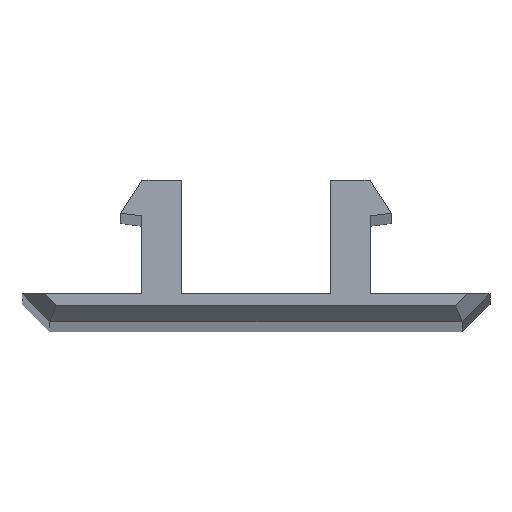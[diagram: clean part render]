
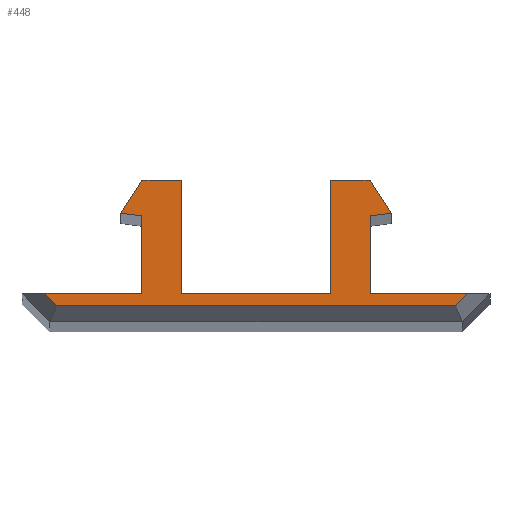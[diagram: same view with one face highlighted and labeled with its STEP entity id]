
A CAD part, top view. The second image highlights one B-rep face of the part: STEP entity #448.
In plain terms, the highlighted planar face has unit normal (0, 0, 1).
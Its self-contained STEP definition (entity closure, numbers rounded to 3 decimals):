
#26=FACE_OUTER_BOUND('',#50,.T.);
#50=EDGE_LOOP('',(#347,#348,#349,#350,#351,#352,#353,#354,#355,#356,#357,
#358,#359,#360,#361,#362));
#65=LINE('',#619,#127);
#68=LINE('',#625,#130);
#70=LINE('',#629,#132);
#80=LINE('',#649,#142);
#102=LINE('',#693,#164);
#103=LINE('',#695,#165);
#104=LINE('',#697,#166);
#105=LINE('',#699,#167);
#106=LINE('',#701,#168);
#107=LINE('',#703,#169);
#108=LINE('',#705,#170);
#109=LINE('',#707,#171);
#110=LINE('',#709,#172);
#111=LINE('',#711,#173);
#112=LINE('',#713,#174);
#113=LINE('',#714,#175);
#127=VECTOR('',#505,10.);
#130=VECTOR('',#510,10.);
#132=VECTOR('',#514,10.);
#142=VECTOR('',#532,10.);
#164=VECTOR('',#564,10.);
#165=VECTOR('',#565,10.);
#166=VECTOR('',#566,10.);
#167=VECTOR('',#567,10.);
#168=VECTOR('',#568,10.);
#169=VECTOR('',#569,10.);
#170=VECTOR('',#570,10.);
#171=VECTOR('',#571,10.);
#172=VECTOR('',#572,10.);
#173=VECTOR('',#573,10.);
#174=VECTOR('',#574,10.);
#175=VECTOR('',#575,10.);
#189=VERTEX_POINT('',#616);
#190=VERTEX_POINT('',#618);
#192=VERTEX_POINT('',#624);
#193=VERTEX_POINT('',#628);
#199=VERTEX_POINT('',#648);
#216=VERTEX_POINT('',#692);
#217=VERTEX_POINT('',#694);
#218=VERTEX_POINT('',#696);
#219=VERTEX_POINT('',#698);
#220=VERTEX_POINT('',#700);
#221=VERTEX_POINT('',#702);
#222=VERTEX_POINT('',#704);
#223=VERTEX_POINT('',#706);
#224=VERTEX_POINT('',#708);
#225=VERTEX_POINT('',#710);
#226=VERTEX_POINT('',#712);
#229=EDGE_CURVE('',#189,#190,#65,.T.);
#232=EDGE_CURVE('',#190,#192,#68,.T.);
#234=EDGE_CURVE('',#192,#193,#70,.T.);
#244=EDGE_CURVE('',#199,#193,#80,.T.);
#266=EDGE_CURVE('',#189,#216,#102,.T.);
#267=EDGE_CURVE('',#216,#217,#103,.T.);
#268=EDGE_CURVE('',#217,#218,#104,.F.);
#269=EDGE_CURVE('',#218,#219,#105,.F.);
#270=EDGE_CURVE('',#219,#220,#106,.T.);
#271=EDGE_CURVE('',#220,#221,#107,.T.);
#272=EDGE_CURVE('',#221,#222,#108,.T.);
#273=EDGE_CURVE('',#222,#223,#109,.T.);
#274=EDGE_CURVE('',#223,#224,#110,.T.);
#275=EDGE_CURVE('',#224,#225,#111,.F.);
#276=EDGE_CURVE('',#225,#226,#112,.F.);
#277=EDGE_CURVE('',#226,#199,#113,.T.);
#347=ORIENTED_EDGE('',*,*,#229,.F.);
#348=ORIENTED_EDGE('',*,*,#266,.T.);
#349=ORIENTED_EDGE('',*,*,#267,.T.);
#350=ORIENTED_EDGE('',*,*,#268,.T.);
#351=ORIENTED_EDGE('',*,*,#269,.T.);
#352=ORIENTED_EDGE('',*,*,#270,.T.);
#353=ORIENTED_EDGE('',*,*,#271,.T.);
#354=ORIENTED_EDGE('',*,*,#272,.T.);
#355=ORIENTED_EDGE('',*,*,#273,.T.);
#356=ORIENTED_EDGE('',*,*,#274,.T.);
#357=ORIENTED_EDGE('',*,*,#275,.T.);
#358=ORIENTED_EDGE('',*,*,#276,.T.);
#359=ORIENTED_EDGE('',*,*,#277,.T.);
#360=ORIENTED_EDGE('',*,*,#244,.T.);
#361=ORIENTED_EDGE('',*,*,#234,.F.);
#362=ORIENTED_EDGE('',*,*,#232,.F.);
#424=PLANE('',#486);
#448=ADVANCED_FACE('',(#26),#424,.T.);
#486=AXIS2_PLACEMENT_3D('',#691,#562,#563);
#505=DIRECTION('',(-0.707,-0.707,0.));
#510=DIRECTION('',(-1.,0.,0.));
#514=DIRECTION('',(-0.707,0.707,0.));
#532=DIRECTION('',(-1.,0.,0.));
#562=DIRECTION('center_axis',(0.,0.,1.));
#563=DIRECTION('ref_axis',(1.,0.,0.));
#564=DIRECTION('',(-1.,0.,0.));
#565=DIRECTION('',(0.,1.,0.));
#566=DIRECTION('',(-0.991,-0.131,0.));
#567=DIRECTION('',(0.546,-0.838,0.));
#568=DIRECTION('',(-1.,0.,0.));
#569=DIRECTION('',(0.,-1.,0.));
#570=DIRECTION('',(-1.,0.,0.));
#571=DIRECTION('',(0.,1.,0.));
#572=DIRECTION('',(-1.,0.,0.));
#573=DIRECTION('',(0.546,0.838,0.));
#574=DIRECTION('',(-0.991,0.131,0.));
#575=DIRECTION('',(0.,-1.,0.));
#616=CARTESIAN_POINT('',(14.384,0.,147.));
#618=CARTESIAN_POINT('',(14.077,-0.307,147.));
#619=CARTESIAN_POINT('',(11.291,-3.093,147.));
#624=CARTESIAN_POINT('',(3.923,-0.307,147.));
#625=CARTESIAN_POINT('',(11.621,-0.307,147.));
#628=CARTESIAN_POINT('',(3.616,0.,147.));
#629=CARTESIAN_POINT('',(7.062,-3.447,147.));
#648=CARTESIAN_POINT('',(6.1,0.,147.));
#649=CARTESIAN_POINT('',(7.55,0.,147.));
#691=CARTESIAN_POINT('Origin',(9.,-7.553,147.));
#692=CARTESIAN_POINT('',(11.9,0.,147.));
#693=CARTESIAN_POINT('',(13.5,0.,147.));
#694=CARTESIAN_POINT('',(11.9,1.982,147.));
#695=CARTESIAN_POINT('',(11.9,1.85,147.));
#696=CARTESIAN_POINT('',(12.447,2.054,147.));
#697=CARTESIAN_POINT('',(9.853,1.712,147.));
#698=CARTESIAN_POINT('',(11.9,2.894,147.));
#699=CARTESIAN_POINT('',(14.173,-0.593,147.));
#700=CARTESIAN_POINT('',(10.9,2.894,147.));
#701=CARTESIAN_POINT('',(10.9,2.894,147.));
#702=CARTESIAN_POINT('',(10.9,0.,147.));
#703=CARTESIAN_POINT('',(10.9,0.,147.));
#704=CARTESIAN_POINT('',(7.1,0.,147.));
#705=CARTESIAN_POINT('',(13.5,0.,147.));
#706=CARTESIAN_POINT('',(7.1,2.894,147.));
#707=CARTESIAN_POINT('',(7.1,0.,147.));
#708=CARTESIAN_POINT('',(6.1,2.894,147.));
#709=CARTESIAN_POINT('',(7.1,2.894,147.));
#710=CARTESIAN_POINT('',(5.553,2.054,147.));
#711=CARTESIAN_POINT('',(4.143,-0.109,147.));
#712=CARTESIAN_POINT('',(6.1,1.982,147.));
#713=CARTESIAN_POINT('',(7.899,1.745,147.));
#714=CARTESIAN_POINT('',(6.1,1.85,147.));
